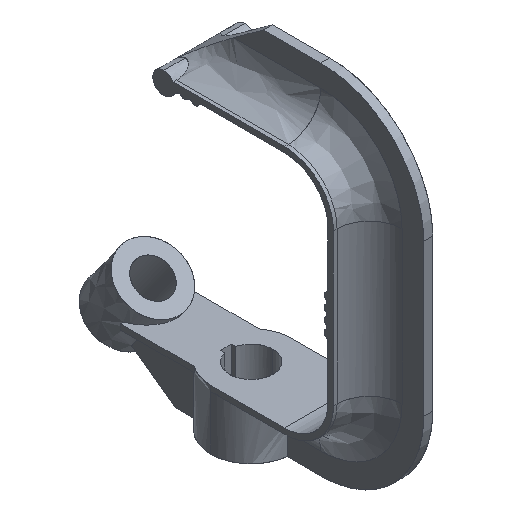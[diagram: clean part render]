
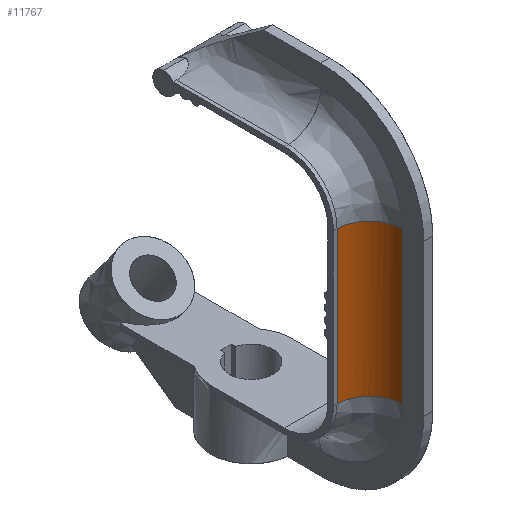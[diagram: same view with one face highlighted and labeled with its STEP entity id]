
A CAD part, isometric view. The second image highlights one B-rep face of the part: STEP entity #11767.
In plain terms, the highlighted free-form (B-spline) face has degree [2, 1] with [3, 2] control points.
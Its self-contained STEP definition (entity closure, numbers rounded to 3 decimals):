
#11767 = ADVANCED_FACE('',(#11768),#11800,.T.);
#11768 = FACE_BOUND('',#11769,.T.);
#11769 = EDGE_LOOP('',(#11770,#11780,#11787,#11795));
#11770 = ORIENTED_EDGE('',*,*,#11771,.F.);
#11771 = EDGE_CURVE('',#11772,#11774,#11776,.T.);
#11772 = VERTEX_POINT('',#11773);
#11773 = CARTESIAN_POINT('',(-30.353,-4.442,
    62.186));
#11774 = VERTEX_POINT('',#11775);
#11775 = CARTESIAN_POINT('',(-3.702,-31.093,
    62.186));
#11776 = ( BOUNDED_CURVE() B_SPLINE_CURVE(2,(#11777,#11778,#11779),
.UNSPECIFIED.,.F.,.F.) B_SPLINE_CURVE_WITH_KNOTS((3,3),(0.,
1.571),.PIECEWISE_BEZIER_KNOTS.) CURVE() 
GEOMETRIC_REPRESENTATION_ITEM() RATIONAL_B_SPLINE_CURVE((1.,
0.707,1.)) REPRESENTATION_ITEM('') );
#11777 = CARTESIAN_POINT('',(-30.353,-4.442,
    62.186));
#11778 = CARTESIAN_POINT('',(-3.702,-4.442,
    62.186));
#11779 = CARTESIAN_POINT('',(-3.702,-31.093,
    62.186));
#11780 = ORIENTED_EDGE('',*,*,#11781,.F.);
#11781 = EDGE_CURVE('',#11782,#11772,#11784,.T.);
#11782 = VERTEX_POINT('',#11783);
#11783 = CARTESIAN_POINT('',(-30.353,-4.442,
    -62.186));
#11784 = B_SPLINE_CURVE_WITH_KNOTS('',1,(#11785,#11786),.UNSPECIFIED.,
  .F.,.F.,(2,2),(0.,84.),.PIECEWISE_BEZIER_KNOTS.);
#11785 = CARTESIAN_POINT('',(-30.353,-4.442,
    -62.186));
#11786 = CARTESIAN_POINT('',(-30.353,-4.442,
    62.186));
#11787 = ORIENTED_EDGE('',*,*,#11788,.F.);
#11788 = EDGE_CURVE('',#11789,#11782,#11791,.T.);
#11789 = VERTEX_POINT('',#11790);
#11790 = CARTESIAN_POINT('',(-3.702,-31.093,
    -62.186));
#11791 = ( BOUNDED_CURVE() B_SPLINE_CURVE(2,(#11792,#11793,#11794),
.UNSPECIFIED.,.F.,.F.) B_SPLINE_CURVE_WITH_KNOTS((3,3),(0.,
1.571),.PIECEWISE_BEZIER_KNOTS.) CURVE() 
GEOMETRIC_REPRESENTATION_ITEM() RATIONAL_B_SPLINE_CURVE((1.,
0.707,1.)) REPRESENTATION_ITEM('') );
#11792 = CARTESIAN_POINT('',(-3.702,-31.093,
    -62.186));
#11793 = CARTESIAN_POINT('',(-3.702,-4.442,
    -62.186));
#11794 = CARTESIAN_POINT('',(-30.353,-4.442,
    -62.186));
#11795 = ORIENTED_EDGE('',*,*,#11796,.F.);
#11796 = EDGE_CURVE('',#11774,#11789,#11797,.T.);
#11797 = B_SPLINE_CURVE_WITH_KNOTS('',1,(#11798,#11799),.UNSPECIFIED.,
  .F.,.F.,(2,2),(0.,84.),.PIECEWISE_BEZIER_KNOTS.);
#11798 = CARTESIAN_POINT('',(-3.702,-31.093,
    62.186));
#11799 = CARTESIAN_POINT('',(-3.702,-31.093,
    -62.186));
#11800 = ( BOUNDED_SURFACE() B_SPLINE_SURFACE(2,1,(
    (#11801,#11802)
    ,(#11803,#11804)
    ,(#11805,#11806
)),.UNSPECIFIED.,.F.,.F.,.F.) B_SPLINE_SURFACE_WITH_KNOTS((3,3),(2,2),(
    4.712,6.283),(0.,84.),.PIECEWISE_BEZIER_KNOTS.) 
GEOMETRIC_REPRESENTATION_ITEM() RATIONAL_B_SPLINE_SURFACE((
    (1.,1.)
    ,(0.707,0.707)
,(1.,1.))) REPRESENTATION_ITEM('') SURFACE() );
#11801 = CARTESIAN_POINT('',(-3.702,-31.093,
    62.186));
#11802 = CARTESIAN_POINT('',(-3.702,-31.093,
    -62.186));
#11803 = CARTESIAN_POINT('',(-3.702,-4.442,
    62.186));
#11804 = CARTESIAN_POINT('',(-3.702,-4.442,
    -62.186));
#11805 = CARTESIAN_POINT('',(-30.353,-4.442,
    62.186));
#11806 = CARTESIAN_POINT('',(-30.353,-4.442,
    -62.186));
